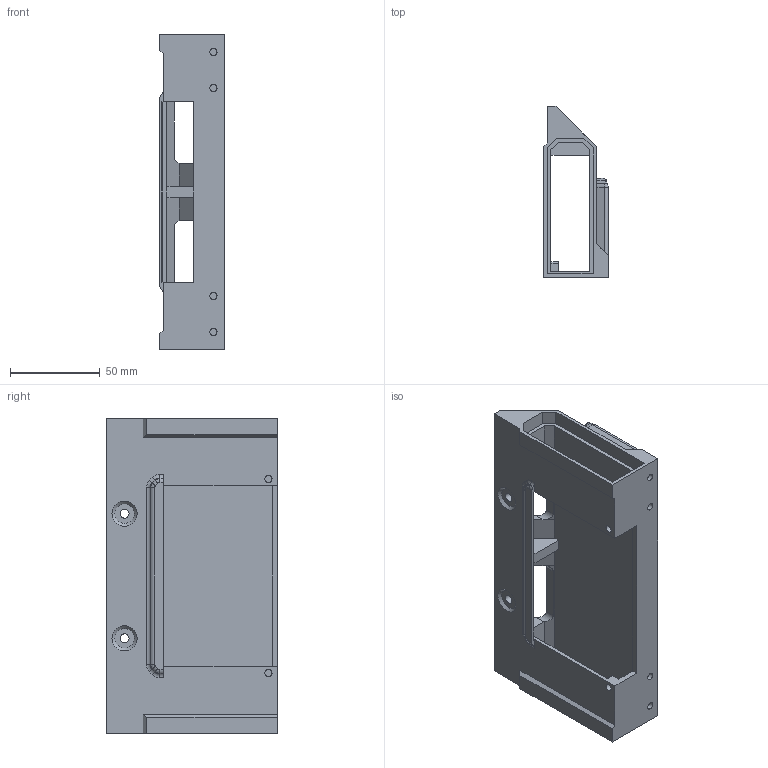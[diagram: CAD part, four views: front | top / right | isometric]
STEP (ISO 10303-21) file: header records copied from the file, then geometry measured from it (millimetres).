
FILE_DESCRIPTION(/* description */ (''),/* implementation_level */ '2;1');
FILE_NAME(/* name */ 'dzisa.step',/* time_stamp */ '2024-01-03T19:01:04+01:00',/* author */ (''),/* organization */ (''),/* preprocessor_version */ 'ST-DEVELOPER v20',/* originating_system */ 'Autodesk Translation Framework v12.14.0.127',/* authorisation */ '');
FILE_SCHEMA (('AUTOMOTIVE_DESIGN { 1 0 10303 214 3 1 1 }'));
Length unit declared in the file: millimetre
Products named in the file (1): (Unsaved)
Bounding box: 35.85 x 95 x 175 mm (x, y, z)
Volume: 138034.1 mm3; surface area: 68361.6 mm2
Topology: 1 solids, 1 shells, 286 faces, 786 edges, 504 vertices
Faces by surface type: plane 146, cylinder 98, bspline 24, cone 18
Full cylindrical faces by diameter (mm): 4 x6, 5 x2
Entity records: 9530 total; most frequent: CARTESIAN_POINT 2165, ORIENTED_EDGE 1572, DIRECTION 1504, EDGE_CURVE 786, LINE 506, VECTOR 506, VERTEX_POINT 504, AXIS2_PLACEMENT_3D 499
